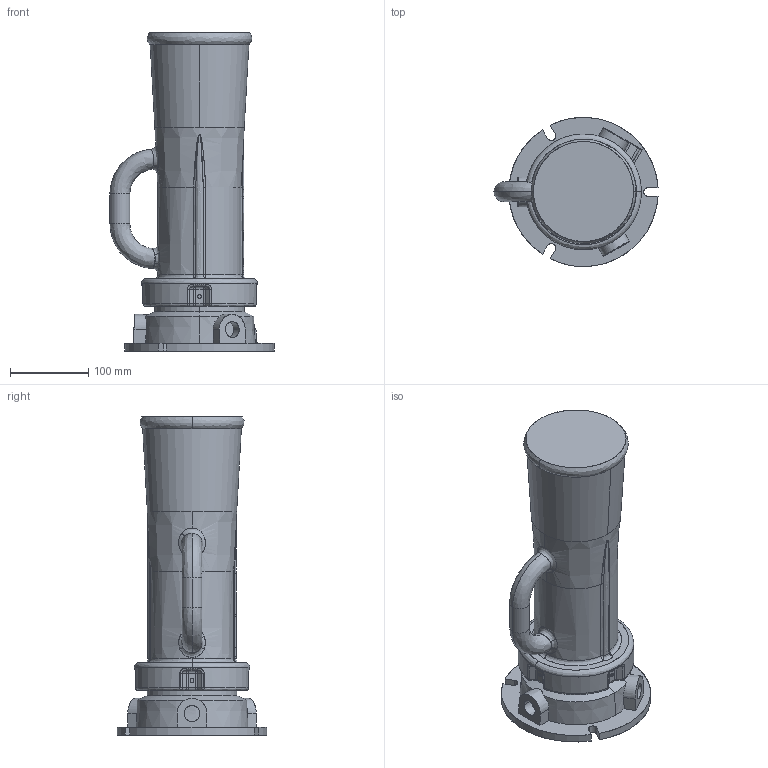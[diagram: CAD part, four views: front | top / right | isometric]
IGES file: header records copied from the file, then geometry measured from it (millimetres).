
Start section: SolidWorks IGES file using analytic representation for surfaces
Global section: file name: EV95S.IGS; native system: SolidWorks 2017; preprocessor: SolidWorks 2017; author: AndyW; date: 171110.091247; units: inch
Bounding box: 209.39 x 190.46 x 406.4 mm (x, y, z)
Surface area: 274324.8 mm2 (no closed solid volume)
Topology: 0 solids, 0 shells, 225 faces, 2989 edges, 2964 vertices
Faces by surface type: bspline 117, revolution 108
